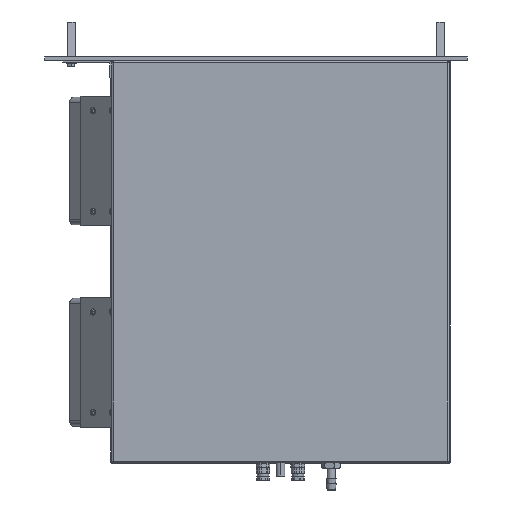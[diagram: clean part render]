
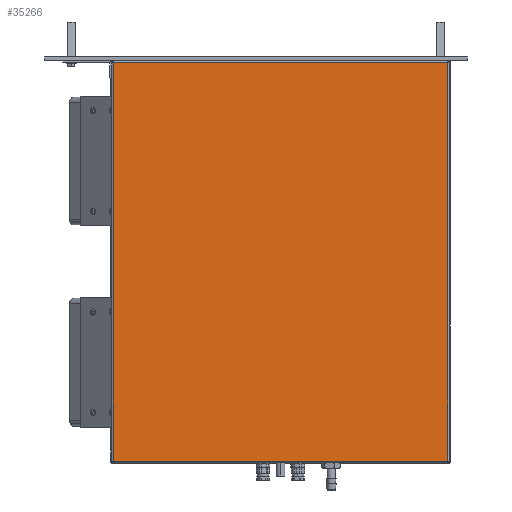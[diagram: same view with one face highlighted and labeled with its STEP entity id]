
A CAD part, front view. The second image highlights one B-rep face of the part: STEP entity #35266.
In plain terms, the highlighted planar face has unit normal (0, -1, 0).
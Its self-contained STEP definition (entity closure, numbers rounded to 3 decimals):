
#2519 = CARTESIAN_POINT ( 'NONE',  ( -191.293, -1., -228. ) ) ;
#3747 = CARTESIAN_POINT ( 'NONE',  ( 191., -1., -228.293 ) ) ;
#3816 = LINE ( 'NONE', #37918, #43480 ) ;
#5023 = DIRECTION ( 'NONE',  ( -1., 0., 0. ) ) ;
#5679 = ORIENTED_EDGE ( 'NONE', *, *, #33431, .T. ) ;
#5916 = CARTESIAN_POINT ( 'NONE',  ( 191., -1., 228. ) ) ;
#8145 = LINE ( 'NONE', #3747, #33171 ) ;
#9260 = DIRECTION ( 'NONE',  ( 0., -1., 0. ) ) ;
#10146 = VERTEX_POINT ( 'NONE', #37372 ) ;
#10650 = EDGE_CURVE ( 'NONE', #10672, #10146, #3816, .T. ) ;
#10672 = VERTEX_POINT ( 'NONE', #35455 ) ;
#12055 = DIRECTION ( 'NONE',  ( 0., 0., -1. ) ) ;
#12667 = AXIS2_PLACEMENT_3D ( 'NONE', #45920, #9260, #42462 ) ;
#12890 = CARTESIAN_POINT ( 'NONE',  ( 191., -1., -228. ) ) ;
#13511 = ORIENTED_EDGE ( 'NONE', *, *, #37289, .T. ) ;
#14567 = ORIENTED_EDGE ( 'NONE', *, *, #28936, .T. ) ;
#14778 = LINE ( 'NONE', #2519, #25792 ) ;
#17303 = VERTEX_POINT ( 'NONE', #12890 ) ;
#22030 = DIRECTION ( 'NONE',  ( 0., 0., 1. ) ) ;
#22283 = LINE ( 'NONE', #34828, #26887 ) ;
#22382 = FACE_OUTER_BOUND ( 'NONE', #43391, .T. ) ;
#25792 = VECTOR ( 'NONE', #25793, 1000. ) ;
#25793 = DIRECTION ( 'NONE',  ( 1., 0., 0. ) ) ;
#26887 = VECTOR ( 'NONE', #5023, 1000. ) ;
#28936 = EDGE_CURVE ( 'NONE', #17303, #41446, #8145, .T. ) ;
#33171 = VECTOR ( 'NONE', #22030, 1000. ) ;
#33431 = EDGE_CURVE ( 'NONE', #10146, #17303, #14778, .T. ) ;
#34828 = CARTESIAN_POINT ( 'NONE',  ( 191.293, -1., 228. ) ) ;
#35266 = ADVANCED_FACE ( 'NONE', ( #22382 ), #39021, .T. ) ;
#35455 = CARTESIAN_POINT ( 'NONE',  ( -191., -1., 228. ) ) ;
#37289 = EDGE_CURVE ( 'NONE', #41446, #10672, #22283, .T. ) ;
#37372 = CARTESIAN_POINT ( 'NONE',  ( -191., -1., -228. ) ) ;
#37918 = CARTESIAN_POINT ( 'NONE',  ( -191., -1., 228.293 ) ) ;
#39021 = PLANE ( 'NONE',  #12667 ) ;
#41446 = VERTEX_POINT ( 'NONE', #5916 ) ;
#42462 = DIRECTION ( 'NONE',  ( 0., 0., -1. ) ) ;
#43391 = EDGE_LOOP ( 'NONE', ( #5679, #14567, #13511, #44759 ) ) ;
#43480 = VECTOR ( 'NONE', #12055, 1000. ) ;
#44759 = ORIENTED_EDGE ( 'NONE', *, *, #10650, .T. ) ;
#45920 = CARTESIAN_POINT ( 'NONE',  ( 0., -1., 0. ) ) ;
